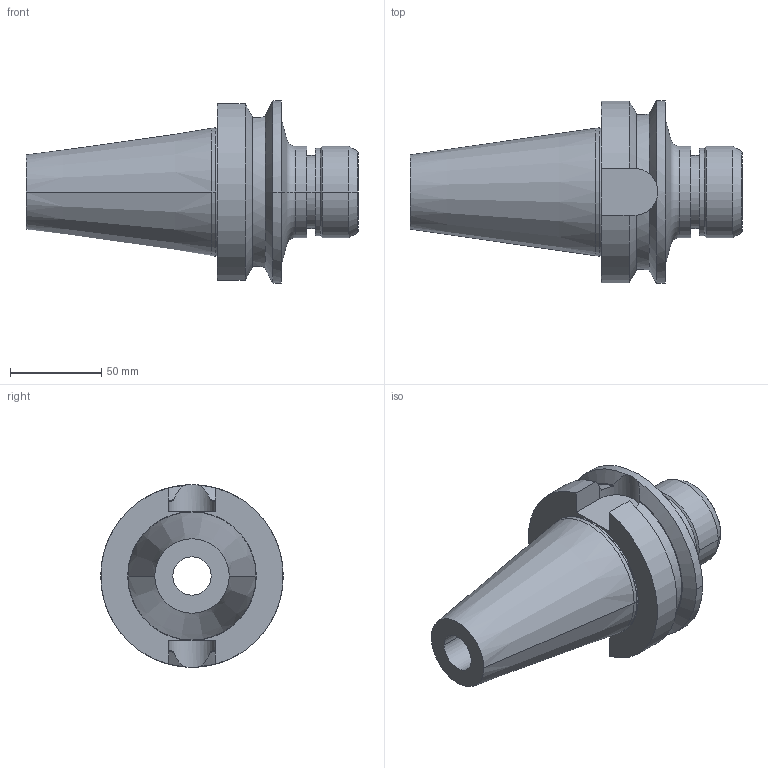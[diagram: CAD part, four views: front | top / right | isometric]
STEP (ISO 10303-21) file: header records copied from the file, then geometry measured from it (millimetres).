
FILE_DESCRIPTION((''),'2;1');
FILE_NAME('8270012068','2021-02-09T10:25:44',('thiemer'),(''),'CREO PARAMETRIC BY PTC INC, 2020053','CREO PARAMETRIC BY PTC INC, 2020053','');
FILE_SCHEMA(('AP242_MANAGED_MODEL_BASED_3D_ENGINEERING_MIM_LF { 1 0 10303 442 1 1 4 }'));
Length unit declared in the file: millimetre
Products named in the file (1): 8270012068
Bounding box: 181.8 x 100 x 100 mm (x, y, z)
Volume: 493424.6 mm3; surface area: 66182.2 mm2
Topology: 1 solids, 1 shells, 69 faces, 172 edges, 115 vertices
Faces by surface type: cylinder 26, plane 21, cone 18, torus 4
Entity records: 3168 total; most frequent: CARTESIAN_POINT 486, DIRECTION 420, ORIENTED_EDGE 316, PRESENTATION_STYLE_ASSIGNMENT 187, STYLED_ITEM 187, CURVE_STYLE 186, AXIS2_PLACEMENT_3D 170, EDGE_CURVE 158
